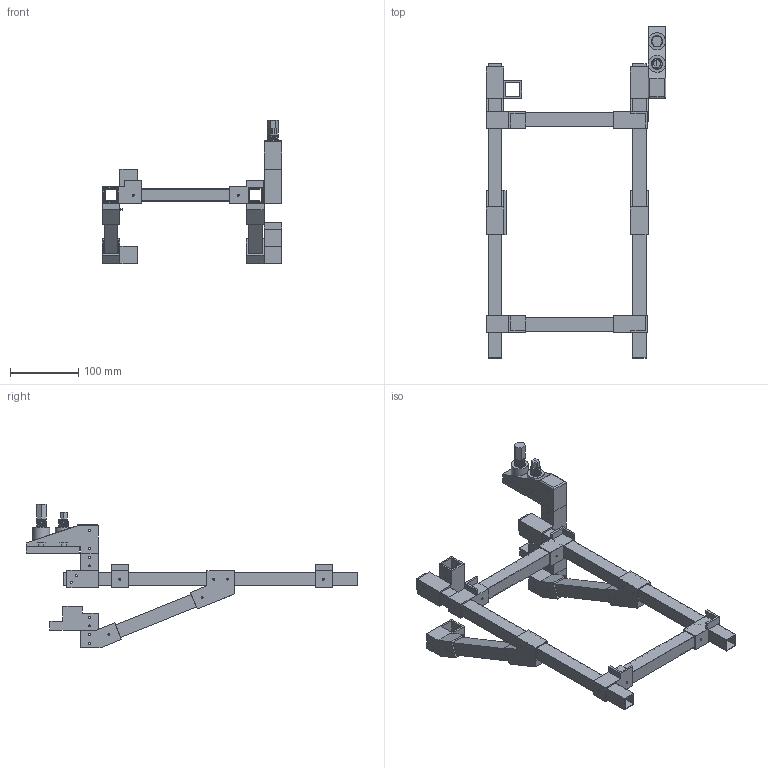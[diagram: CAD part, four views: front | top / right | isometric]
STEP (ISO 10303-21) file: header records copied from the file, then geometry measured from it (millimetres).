
FILE_DESCRIPTION(/* description */ (''),/* implementation_level */ '2;1');
FILE_NAME(/* name */ 'ThrottleBase Deskmount.step',/* time_stamp */ '2025-04-23T13:24:26+02:00',/* author */ (''),/* organization */ (''),/* preprocessor_version */ 'ST-DEVELOPER v20.1',/* originating_system */ 'Autodesk Translation Framework v14.4.0.0',/* authorisation */ '');
FILE_SCHEMA (('AUTOMOTIVE_DESIGN { 1 0 10303 214 3 1 1 }'));
Length unit declared in the file: millimetre
Products named in the file (3): ThrottleBase; DeskMount; Desk
Assembly tree (2 placements, depth 3):
  ThrottleBase
    DeskMount
      Desk
Bounding box: 263.5 x 486.87 x 211 mm (x, y, z)
Volume: 508192.4 mm3; surface area: 423818.1 mm2
Topology: 24 solids, 24 shells, 744 faces, 2041 edges, 1358 vertices
Faces by surface type: plane 398, cylinder 238, bspline 84, cone 24
Full cylindrical faces by diameter (mm): 3 x104, 12.188 x10, 13.6 x2, 16.5 x10, 17.6 x2, 25 x4
Entity records: 30240 total; most frequent: CARTESIAN_POINT 11393, ORIENTED_EDGE 4082, DIRECTION 3335, EDGE_CURVE 2041, VERTEX_POINT 1358, LINE 1309, VECTOR 1309, AXIS2_PLACEMENT_3D 1013
